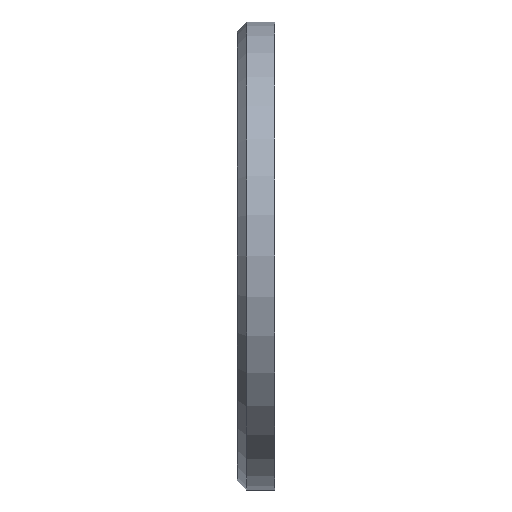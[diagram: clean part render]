
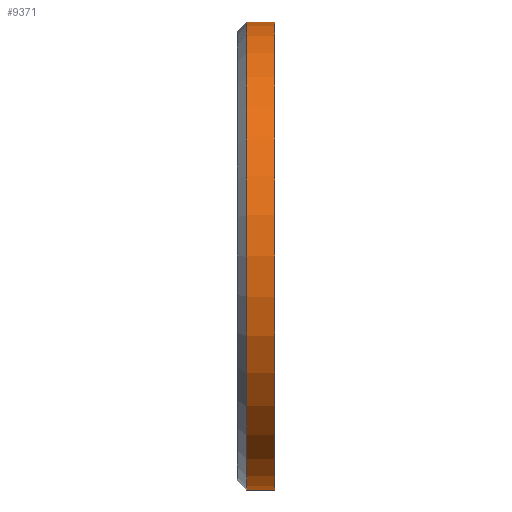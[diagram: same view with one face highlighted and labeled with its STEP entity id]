
A CAD part, left-side view. The second image highlights one B-rep face of the part: STEP entity #9371.
In plain terms, the highlighted cylindrical face has radius 25 mm (diameter 50 mm), a partial arc.
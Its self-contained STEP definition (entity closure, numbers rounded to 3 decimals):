
#97 = ORIENTED_EDGE ( 'NONE', *, *, #6240, .T. ) ;
#585 = EDGE_LOOP ( 'NONE', ( #10908, #97, #13646, #13927 ) ) ;
#752 = EDGE_CURVE ( 'NONE', #8357, #10642, #11172, .T. ) ;
#1909 = CIRCLE ( 'NONE', #4338, 25. ) ;
#2173 = VERTEX_POINT ( 'NONE', #10454 ) ;
#3119 = VECTOR ( 'NONE', #8912, 1000. ) ;
#3462 = CARTESIAN_POINT ( 'NONE',  ( 0., 1., 0. ) ) ;
#3619 = DIRECTION ( 'NONE',  ( 0., -1., 0. ) ) ;
#3638 = DIRECTION ( 'NONE',  ( 0., -1., 0. ) ) ;
#4313 = FACE_OUTER_BOUND ( 'NONE', #585, .T. ) ;
#4338 = AXIS2_PLACEMENT_3D ( 'NONE', #3462, #3619, #9453 ) ;
#4436 = VECTOR ( 'NONE', #14719, 1000. ) ;
#4857 = DIRECTION ( 'NONE',  ( 0., 0., 1. ) ) ;
#6240 = EDGE_CURVE ( 'NONE', #14598, #2173, #1909, .T. ) ;
#7175 = DIRECTION ( 'NONE',  ( 0., 1., 0. ) ) ;
#7281 = CARTESIAN_POINT ( 'NONE',  ( 0., -2., 0. ) ) ;
#8251 = AXIS2_PLACEMENT_3D ( 'NONE', #7281, #7175, #4857 ) ;
#8330 = CYLINDRICAL_SURFACE ( 'NONE', #8586, 25. ) ;
#8357 = VERTEX_POINT ( 'NONE', #8657 ) ;
#8586 = AXIS2_PLACEMENT_3D ( 'NONE', #12972, #3638, #11918 ) ;
#8657 = CARTESIAN_POINT ( 'NONE',  ( 0., -2., -25. ) ) ;
#8912 = DIRECTION ( 'NONE',  ( 0., -1., 0. ) ) ;
#9026 = LINE ( 'NONE', #13556, #4436 ) ;
#9371 = ADVANCED_FACE ( 'NONE', ( #4313 ), #8330, .T. ) ;
#9453 = DIRECTION ( 'NONE',  ( 0., 0., 1. ) ) ;
#9623 = EDGE_CURVE ( 'NONE', #2173, #8357, #9026, .T. ) ;
#9872 = EDGE_CURVE ( 'NONE', #14598, #10642, #11012, .T. ) ;
#10454 = CARTESIAN_POINT ( 'NONE',  ( 0., 1., -25. ) ) ;
#10642 = VERTEX_POINT ( 'NONE', #12312 ) ;
#10908 = ORIENTED_EDGE ( 'NONE', *, *, #9872, .F. ) ;
#11012 = LINE ( 'NONE', #14649, #3119 ) ;
#11172 = CIRCLE ( 'NONE', #8251, 25. ) ;
#11918 = DIRECTION ( 'NONE',  ( 0., 0., -1. ) ) ;
#12312 = CARTESIAN_POINT ( 'NONE',  ( 0., -2., 25. ) ) ;
#12428 = CARTESIAN_POINT ( 'NONE',  ( 0., 1., 25. ) ) ;
#12972 = CARTESIAN_POINT ( 'NONE',  ( 0., 2., 0. ) ) ;
#13556 = CARTESIAN_POINT ( 'NONE',  ( 0., 2., -25. ) ) ;
#13646 = ORIENTED_EDGE ( 'NONE', *, *, #9623, .T. ) ;
#13927 = ORIENTED_EDGE ( 'NONE', *, *, #752, .T. ) ;
#14598 = VERTEX_POINT ( 'NONE', #12428 ) ;
#14649 = CARTESIAN_POINT ( 'NONE',  ( 0., 2., 25. ) ) ;
#14719 = DIRECTION ( 'NONE',  ( 0., -1., 0. ) ) ;
